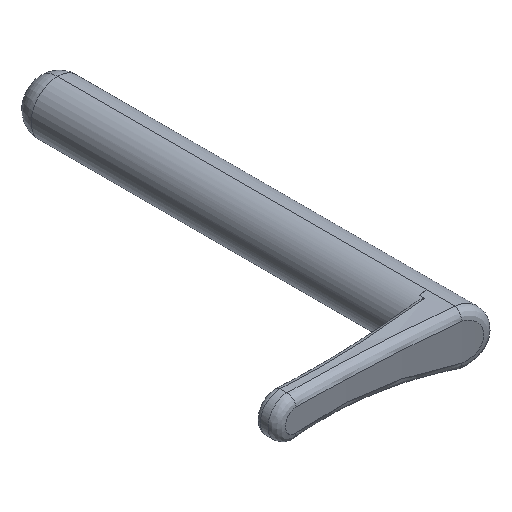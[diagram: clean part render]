
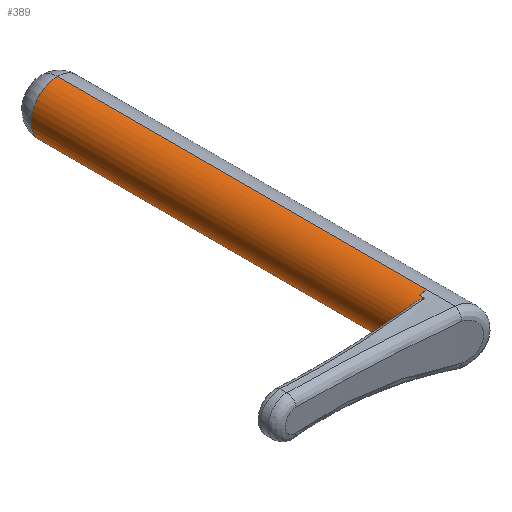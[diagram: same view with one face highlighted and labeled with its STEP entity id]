
A CAD part, isometric view. The second image highlights one B-rep face of the part: STEP entity #389.
In plain terms, the highlighted cylindrical face has radius 4.75 mm (diameter 9.5 mm), a partial arc.
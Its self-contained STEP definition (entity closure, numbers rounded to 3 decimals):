
#1 = ORIENTED_EDGE ( 'NONE', *, *, #21, .F. ) ;
#6 = CARTESIAN_POINT ( 'NONE',  ( -9.342, 9., 3.444 ) ) ;
#10 = AXIS2_PLACEMENT_3D ( 'NONE', #629, #1111, #727 ) ;
#21 = EDGE_CURVE ( 'NONE', #471, #227, #1113, .T. ) ;
#44 = CARTESIAN_POINT ( 'NONE',  ( -10.011, 9.549, 12.308 ) ) ;
#52 = EDGE_LOOP ( 'NONE', ( #1, #594, #94, #425, #625, #971, #1055, #844, #58, #988, #1160, #741 ) ) ;
#58 = ORIENTED_EDGE ( 'NONE', *, *, #1022, .T. ) ;
#82 = VERTEX_POINT ( 'NONE', #199 ) ;
#93 = EDGE_CURVE ( 'NONE', #1152, #371, #973, .T. ) ;
#94 = ORIENTED_EDGE ( 'NONE', *, *, #275, .T. ) ;
#105 = CARTESIAN_POINT ( 'NONE',  ( -8., 10., 8. ) ) ;
#128 = CIRCLE ( 'NONE', #10, 4.75 ) ;
#134 = CARTESIAN_POINT ( 'NONE',  ( -11.281, 10., 11.443 ) ) ;
#135 = CARTESIAN_POINT ( 'NONE',  ( -12.656, 10., 8.939 ) ) ;
#139 = CARTESIAN_POINT ( 'NONE',  ( -12.656, 10., 7.061 ) ) ;
#162 = VECTOR ( 'NONE', #811, 1000. ) ;
#167 = AXIS2_PLACEMENT_3D ( 'NONE', #748, #372, #1216 ) ;
#172 = DIRECTION ( 'NONE',  ( 0., 1., 0. ) ) ;
#182 = AXIS2_PLACEMENT_3D ( 'NONE', #1110, #731, #758 ) ;
#199 = CARTESIAN_POINT ( 'NONE',  ( -12.656, 10., 7.061 ) ) ;
#202 = CARTESIAN_POINT ( 'NONE',  ( -9.497, 9.231, 3.492 ) ) ;
#220 = CARTESIAN_POINT ( 'NONE',  ( -9.342, 9., 3.444 ) ) ;
#227 = VERTEX_POINT ( 'NONE', #1157 ) ;
#242 = CARTESIAN_POINT ( 'NONE',  ( -8., 80., 3.25 ) ) ;
#245 = EDGE_CURVE ( 'NONE', #617, #1190, #808, .T. ) ;
#249 = VECTOR ( 'NONE', #953, 1000. ) ;
#254 = CARTESIAN_POINT ( 'NONE',  ( -9.342, 10., 3.444 ) ) ;
#275 = EDGE_CURVE ( 'NONE', #947, #420, #892, .T. ) ;
#286 = DIRECTION ( 'NONE',  ( 0., 1., 0. ) ) ;
#302 = CARTESIAN_POINT ( 'NONE',  ( -10.2, 9.64, 12.215 ) ) ;
#304 = CARTESIAN_POINT ( 'NONE',  ( -10.201, 9.64, 3.785 ) ) ;
#305 = DIRECTION ( 'NONE',  ( 0., 1., 0. ) ) ;
#308 = CARTESIAN_POINT ( 'NONE',  ( -10.756, 9.868, 11.875 ) ) ;
#310 = CARTESIAN_POINT ( 'NONE',  ( -9.342, 9., 3.444 ) ) ;
#329 = B_SPLINE_CURVE_WITH_KNOTS ( 'NONE', 3,
 ( #967, #134, #417, #308, #1163, #302, #44, #331, #410, #683, #614, #676, #691, #1068 ),
 .UNSPECIFIED., .F., .F.,
 ( 4, 2, 2, 2, 2, 2, 4 ),
 ( 0., 0.001, 0.001, 0.002, 0.002, 0.003, 0.003 ),
 .UNSPECIFIED. ) ;
#331 = CARTESIAN_POINT ( 'NONE',  ( -9.726, 9.388, 12.426 ) ) ;
#353 = CIRCLE ( 'NONE', #977, 4.75 ) ;
#371 = VERTEX_POINT ( 'NONE', #664 ) ;
#372 = DIRECTION ( 'NONE',  ( 0., 1., 0. ) ) ;
#377 = CIRCLE ( 'NONE', #167, 4.75 ) ;
#389 = ADVANCED_FACE ( 'NONE', ( #1130 ), #468, .T. ) ;
#399 = CARTESIAN_POINT ( 'NONE',  ( -9.377, 9.111, 3.454 ) ) ;
#403 = CARTESIAN_POINT ( 'NONE',  ( -11.441, 10., 4.726 ) ) ;
#410 = CARTESIAN_POINT ( 'NONE',  ( -9.631, 9.331, 12.462 ) ) ;
#413 = EDGE_CURVE ( 'NONE', #1152, #227, #841, .T. ) ;
#417 = CARTESIAN_POINT ( 'NONE',  ( -11.112, 9.968, 11.596 ) ) ;
#420 = VERTEX_POINT ( 'NONE', #918 ) ;
#425 = ORIENTED_EDGE ( 'NONE', *, *, #548, .T. ) ;
#426 = CARTESIAN_POINT ( 'NONE',  ( -9.342, 10., 12.556 ) ) ;
#468 = CYLINDRICAL_SURFACE ( 'NONE', #182, 4.75 ) ;
#471 = VERTEX_POINT ( 'NONE', #562 ) ;
#485 = CARTESIAN_POINT ( 'NONE',  ( -9.342, 9.059, 3.444 ) ) ;
#491 = CARTESIAN_POINT ( 'NONE',  ( -12.656, 10., 8.939 ) ) ;
#494 = CARTESIAN_POINT ( 'NONE',  ( -8., 10., 8. ) ) ;
#525 = LINE ( 'NONE', #220, #1036 ) ;
#542 = DIRECTION ( 'NONE',  ( 0., 0., -1. ) ) ;
#548 = EDGE_CURVE ( 'NONE', #420, #809, #353, .T. ) ;
#562 = CARTESIAN_POINT ( 'NONE',  ( -8., 76., 12.75 ) ) ;
#583 = CARTESIAN_POINT ( 'NONE',  ( -11.281, 10., 4.557 ) ) ;
#592 = CARTESIAN_POINT ( 'NONE',  ( -9.453, 9.196, 3.478 ) ) ;
#594 = ORIENTED_EDGE ( 'NONE', *, *, #854, .T. ) ;
#601 =( BOUNDED_CURVE ( )  B_SPLINE_CURVE ( 3, ( #139, #608, #876, #135 ),
 .UNSPECIFIED., .F., .T. ) 
 B_SPLINE_CURVE_WITH_KNOTS ( ( 4, 4 ),
 ( 2.943, 3.341 ),
 .UNSPECIFIED. ) 
 CURVE ( )  GEOMETRIC_REPRESENTATION_ITEM ( )  RATIONAL_B_SPLINE_CURVE ( ( 1., 0.987, 0.987, 1. ) ) 
 REPRESENTATION_ITEM ( '' )  );
#607 = CARTESIAN_POINT ( 'NONE',  ( -9.632, 9.332, 3.538 ) ) ;
#608 = CARTESIAN_POINT ( 'NONE',  ( -12.782, 10.125, 7.683 ) ) ;
#614 = CARTESIAN_POINT ( 'NONE',  ( -9.452, 9.195, 12.523 ) ) ;
#617 = VERTEX_POINT ( 'NONE', #6 ) ;
#622 = VERTEX_POINT ( 'NONE', #1222 ) ;
#625 = ORIENTED_EDGE ( 'NONE', *, *, #740, .F. ) ;
#629 = CARTESIAN_POINT ( 'NONE',  ( -8., 76., 8. ) ) ;
#654 = CARTESIAN_POINT ( 'NONE',  ( -8., 80., 12.75 ) ) ;
#664 = CARTESIAN_POINT ( 'NONE',  ( -9.342, 9., 12.556 ) ) ;
#666 = DIRECTION ( 'NONE',  ( 0., 0., -1. ) ) ;
#667 = AXIS2_PLACEMENT_3D ( 'NONE', #494, #286, #666 ) ;
#676 = CARTESIAN_POINT ( 'NONE',  ( -9.376, 9.11, 12.546 ) ) ;
#679 = DIRECTION ( 'NONE',  ( 0., 0., -1. ) ) ;
#683 = CARTESIAN_POINT ( 'NONE',  ( -9.496, 9.231, 12.508 ) ) ;
#685 = CARTESIAN_POINT ( 'NONE',  ( -11.441, 10., 4.726 ) ) ;
#687 = CIRCLE ( 'NONE', #667, 4.75 ) ;
#691 = CARTESIAN_POINT ( 'NONE',  ( -9.342, 9.059, 12.556 ) ) ;
#699 = EDGE_CURVE ( 'NONE', #1190, #82, #687, .T. ) ;
#727 = DIRECTION ( 'NONE',  ( 0., 0., 1. ) ) ;
#731 = DIRECTION ( 'NONE',  ( 0., -1., 0. ) ) ;
#735 = DIRECTION ( 'NONE',  ( 0., -1., 0. ) ) ;
#740 = EDGE_CURVE ( 'NONE', #617, #809, #525, .T. ) ;
#741 = ORIENTED_EDGE ( 'NONE', *, *, #413, .T. ) ;
#748 = CARTESIAN_POINT ( 'NONE',  ( -8., 10., 8. ) ) ;
#755 = EDGE_CURVE ( 'NONE', #82, #1181, #601, .T. ) ;
#758 = DIRECTION ( 'NONE',  ( 0., 0., -1. ) ) ;
#771 = CARTESIAN_POINT ( 'NONE',  ( -8., 76., 3.25 ) ) ;
#772 = CARTESIAN_POINT ( 'NONE',  ( -9.727, 9.388, 3.574 ) ) ;
#787 = DIRECTION ( 'NONE',  ( 0., 1., 0. ) ) ;
#788 = VECTOR ( 'NONE', #735, 1000. ) ;
#808 = B_SPLINE_CURVE_WITH_KNOTS ( 'NONE', 3,
 ( #310, #485, #399, #592, #202, #607, #772, #1151, #304, #867, #1053, #964, #583, #685 ),
 .UNSPECIFIED., .F., .F.,
 ( 4, 2, 2, 2, 2, 2, 4 ),
 ( 0., 0., 0., 0.001, 0.001, 0.002, 0.003 ),
 .UNSPECIFIED. ) ;
#809 = VERTEX_POINT ( 'NONE', #254 ) ;
#811 = DIRECTION ( 'NONE',  ( 0., -1., 0. ) ) ;
#841 = CIRCLE ( 'NONE', #882, 4.75 ) ;
#844 = ORIENTED_EDGE ( 'NONE', *, *, #755, .T. ) ;
#854 = EDGE_CURVE ( 'NONE', #471, #947, #128, .T. ) ;
#867 = CARTESIAN_POINT ( 'NONE',  ( -10.575, 9.801, 4.003 ) ) ;
#876 = CARTESIAN_POINT ( 'NONE',  ( -12.782, 10.125, 8.317 ) ) ;
#878 = CARTESIAN_POINT ( 'NONE',  ( -9.342, 10., 12.556 ) ) ;
#882 = AXIS2_PLACEMENT_3D ( 'NONE', #1220, #172, #542 ) ;
#892 = LINE ( 'NONE', #242, #162 ) ;
#918 = CARTESIAN_POINT ( 'NONE',  ( -8., 10., 3.25 ) ) ;
#947 = VERTEX_POINT ( 'NONE', #771 ) ;
#953 = DIRECTION ( 'NONE',  ( 0., -1., 0. ) ) ;
#964 = CARTESIAN_POINT ( 'NONE',  ( -11.109, 9.968, 4.402 ) ) ;
#967 = CARTESIAN_POINT ( 'NONE',  ( -11.441, 10., 11.274 ) ) ;
#971 = ORIENTED_EDGE ( 'NONE', *, *, #245, .T. ) ;
#973 = LINE ( 'NONE', #878, #249 ) ;
#977 = AXIS2_PLACEMENT_3D ( 'NONE', #105, #305, #679 ) ;
#988 = ORIENTED_EDGE ( 'NONE', *, *, #1117, .T. ) ;
#1022 = EDGE_CURVE ( 'NONE', #1181, #622, #377, .T. ) ;
#1036 = VECTOR ( 'NONE', #787, 1000. ) ;
#1053 = CARTESIAN_POINT ( 'NONE',  ( -10.757, 9.868, 4.125 ) ) ;
#1055 = ORIENTED_EDGE ( 'NONE', *, *, #699, .T. ) ;
#1068 = CARTESIAN_POINT ( 'NONE',  ( -9.342, 9., 12.556 ) ) ;
#1110 = CARTESIAN_POINT ( 'NONE',  ( -8., 80., 8. ) ) ;
#1111 = DIRECTION ( 'NONE',  ( 0., -1., 0. ) ) ;
#1113 = LINE ( 'NONE', #654, #788 ) ;
#1117 = EDGE_CURVE ( 'NONE', #622, #371, #329, .T. ) ;
#1130 = FACE_OUTER_BOUND ( 'NONE', #52, .T. ) ;
#1151 = CARTESIAN_POINT ( 'NONE',  ( -10.01, 9.548, 3.691 ) ) ;
#1152 = VERTEX_POINT ( 'NONE', #426 ) ;
#1157 = CARTESIAN_POINT ( 'NONE',  ( -8., 10., 12.75 ) ) ;
#1160 = ORIENTED_EDGE ( 'NONE', *, *, #93, .F. ) ;
#1163 = CARTESIAN_POINT ( 'NONE',  ( -10.572, 9.8, 11.999 ) ) ;
#1181 = VERTEX_POINT ( 'NONE', #491 ) ;
#1190 = VERTEX_POINT ( 'NONE', #403 ) ;
#1216 = DIRECTION ( 'NONE',  ( 0., 0., -1. ) ) ;
#1220 = CARTESIAN_POINT ( 'NONE',  ( -8., 10., 8. ) ) ;
#1222 = CARTESIAN_POINT ( 'NONE',  ( -11.441, 10., 11.274 ) ) ;
